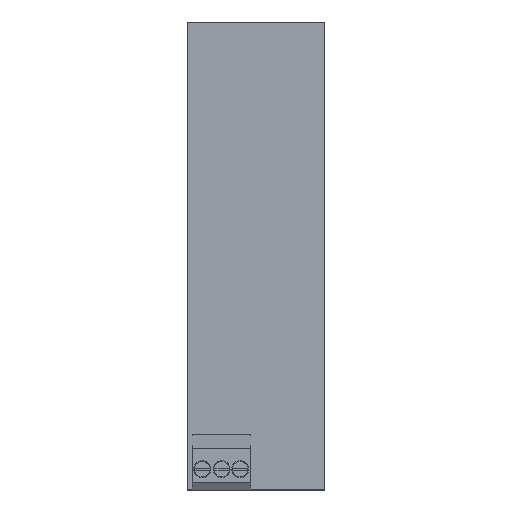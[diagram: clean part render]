
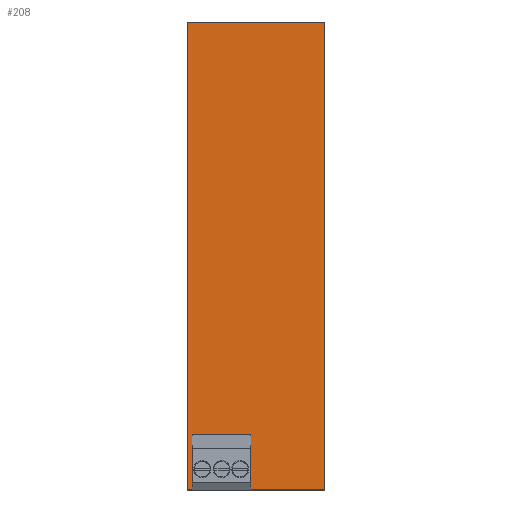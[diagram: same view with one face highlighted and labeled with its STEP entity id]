
A CAD part, top view. The second image highlights one B-rep face of the part: STEP entity #208.
In plain terms, the highlighted planar face has unit normal (0, 0, 1).
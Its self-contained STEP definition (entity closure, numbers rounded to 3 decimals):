
#125=PLANE('',#1720);
#208=ADVANCED_FACE('',(#291),#125,.T.);
#291=FACE_OUTER_BOUND('',#383,.F.);
#383=EDGE_LOOP('',(#713,#714,#715,#716));
#713=ORIENTED_EDGE('',*,*,#1256,.T.);
#714=ORIENTED_EDGE('',*,*,#1259,.T.);
#715=ORIENTED_EDGE('',*,*,#1258,.T.);
#716=ORIENTED_EDGE('',*,*,#1257,.T.);
#992=LINE('',#2547,#1082);
#993=LINE('',#2548,#1083);
#994=LINE('',#2549,#1084);
#995=LINE('',#2550,#1085);
#1082=VECTOR('',#2156,68.);
#1083=VECTOR('',#2157,20.);
#1084=VECTOR('',#2158,68.);
#1085=VECTOR('',#2159,20.);
#1256=EDGE_CURVE('',#1461,#1460,#992,.T.);
#1257=EDGE_CURVE('',#1459,#1461,#993,.T.);
#1258=EDGE_CURVE('',#1458,#1459,#994,.T.);
#1259=EDGE_CURVE('',#1460,#1458,#995,.T.);
#1458=VERTEX_POINT('',#2543);
#1459=VERTEX_POINT('',#2544);
#1460=VERTEX_POINT('',#2545);
#1461=VERTEX_POINT('',#2546);
#1720=AXIS2_PLACEMENT_3D('',#2559,#2168,#2169);
#2156=DIRECTION('',(0.,1.,0.));
#2157=DIRECTION('',(-1.,0.,0.));
#2158=DIRECTION('',(0.,-1.,0.));
#2159=DIRECTION('',(1.,0.,0.));
#2168=DIRECTION('',(0.,0.,1.));
#2169=DIRECTION('',(1.,0.,0.));
#2543=CARTESIAN_POINT('',(10.,34.,0.248));
#2544=CARTESIAN_POINT('',(10.,-34.,0.248));
#2545=CARTESIAN_POINT('',(-10.,34.,0.248));
#2546=CARTESIAN_POINT('',(-10.,-34.,0.248));
#2547=CARTESIAN_POINT('',(-10.,-34.,0.248));
#2548=CARTESIAN_POINT('',(10.,-34.,0.248));
#2549=CARTESIAN_POINT('',(10.,34.,0.248));
#2550=CARTESIAN_POINT('',(-10.,34.,0.248));
#2559=CARTESIAN_POINT('',(-10.68,-34.68,0.248));
